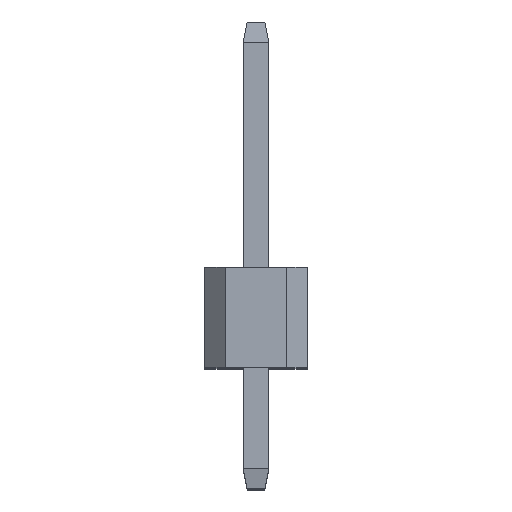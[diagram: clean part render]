
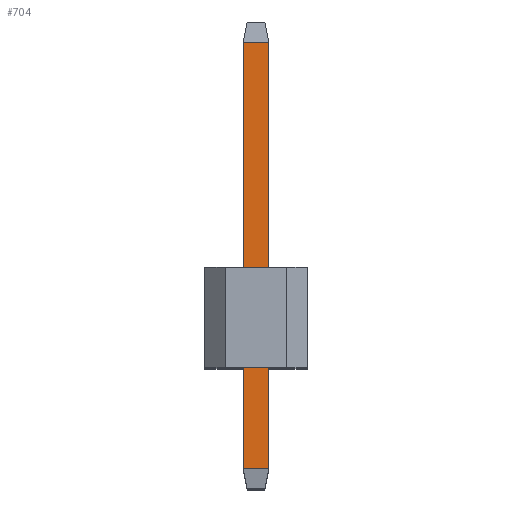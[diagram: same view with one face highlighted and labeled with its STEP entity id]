
A CAD part, top view. The second image highlights one B-rep face of the part: STEP entity #704.
In plain terms, the highlighted planar face has unit normal (0, 0, 1).
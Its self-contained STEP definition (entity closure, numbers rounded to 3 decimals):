
#13 = DIRECTION ( 'NONE',  ( 0., -1., 0. ) ) ;
#16 = EDGE_CURVE ( 'NONE', #376, #126, #174, .T. ) ;
#30 = EDGE_CURVE ( 'NONE', #65, #376, #496, .T. ) ;
#39 = VECTOR ( 'NONE', #705, 1000. ) ;
#51 = ORIENTED_EDGE ( 'NONE', *, *, #490, .F. ) ;
#57 = EDGE_CURVE ( 'NONE', #126, #427, #316, .T. ) ;
#65 = VERTEX_POINT ( 'NONE', #698 ) ;
#79 = PLANE ( 'NONE',  #733 ) ;
#91 = DIRECTION ( 'NONE',  ( -1., 0., 0. ) ) ;
#126 = VERTEX_POINT ( 'NONE', #703 ) ;
#139 = CARTESIAN_POINT ( 'NONE',  ( -0.32, 8.6, 0.32 ) ) ;
#144 = VECTOR ( 'NONE', #13, 1000. ) ;
#156 = VECTOR ( 'NONE', #514, 1000. ) ;
#174 = LINE ( 'NONE', #324, #144 ) ;
#201 = FACE_OUTER_BOUND ( 'NONE', #746, .T. ) ;
#222 = ORIENTED_EDGE ( 'NONE', *, *, #30, .T. ) ;
#316 = LINE ( 'NONE', #640, #156 ) ;
#324 = CARTESIAN_POINT ( 'NONE',  ( -0.32, 8.6, 0.32 ) ) ;
#376 = VERTEX_POINT ( 'NONE', #381 ) ;
#381 = CARTESIAN_POINT ( 'NONE',  ( -0.32, 8.1, 0.32 ) ) ;
#385 = ORIENTED_EDGE ( 'NONE', *, *, #16, .T. ) ;
#386 = DIRECTION ( 'NONE',  ( -1., 0., 0. ) ) ;
#427 = VERTEX_POINT ( 'NONE', #769 ) ;
#447 = CARTESIAN_POINT ( 'NONE',  ( -0.32, 8.1, 0.32 ) ) ;
#490 = EDGE_CURVE ( 'NONE', #65, #427, #664, .T. ) ;
#496 = LINE ( 'NONE', #447, #613 ) ;
#514 = DIRECTION ( 'NONE',  ( 1., 0., 0. ) ) ;
#517 = CARTESIAN_POINT ( 'NONE',  ( 0.32, 8.6, 0.32 ) ) ;
#544 = ORIENTED_EDGE ( 'NONE', *, *, #57, .T. ) ;
#584 = DIRECTION ( 'NONE',  ( 0., 0., -1. ) ) ;
#613 = VECTOR ( 'NONE', #386, 1000. ) ;
#640 = CARTESIAN_POINT ( 'NONE',  ( -0.32, -2.5, 0.32 ) ) ;
#664 = LINE ( 'NONE', #517, #39 ) ;
#698 = CARTESIAN_POINT ( 'NONE',  ( 0.32, 8.1, 0.32 ) ) ;
#703 = CARTESIAN_POINT ( 'NONE',  ( -0.32, -2.5, 0.32 ) ) ;
#704 = ADVANCED_FACE ( 'NONE', ( #201 ), #79, .F. ) ;
#705 = DIRECTION ( 'NONE',  ( 0., -1., 0. ) ) ;
#733 = AXIS2_PLACEMENT_3D ( 'NONE', #139, #584, #91 ) ;
#746 = EDGE_LOOP ( 'NONE', ( #385, #544, #51, #222 ) ) ;
#769 = CARTESIAN_POINT ( 'NONE',  ( 0.32, -2.5, 0.32 ) ) ;
